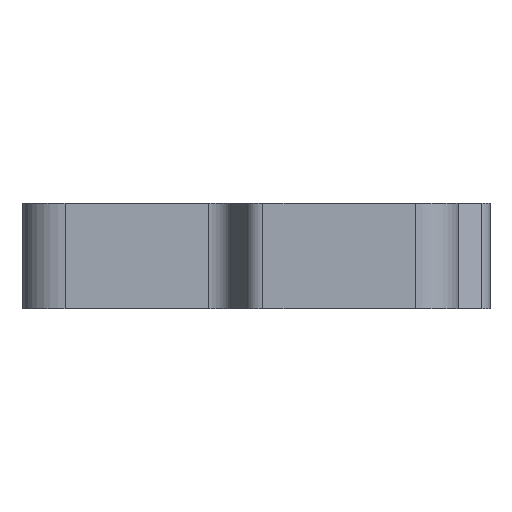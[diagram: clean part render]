
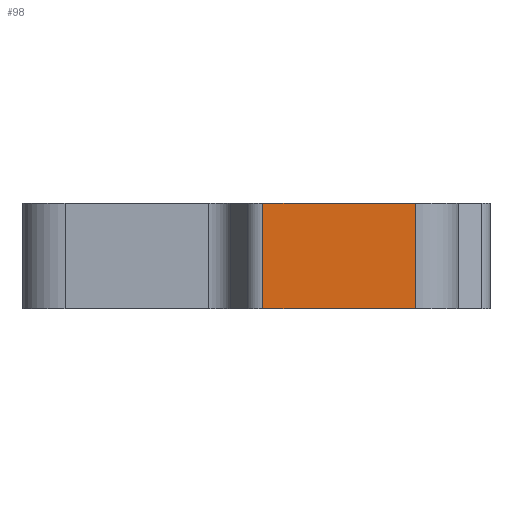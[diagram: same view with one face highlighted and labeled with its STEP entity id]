
A CAD part, left-side view. The second image highlights one B-rep face of the part: STEP entity #98.
In plain terms, the highlighted planar face has unit normal (-1, 0, 0).
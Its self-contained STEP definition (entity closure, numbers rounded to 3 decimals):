
#59=CARTESIAN_POINT('',(-8.75,-4.15,0.));
#60=DIRECTION('',(-1.,0.,0.));
#61=DIRECTION('',(0.,1.,0.));
#62=AXIS2_PLACEMENT_3D('',#59,#60,#61);
#63=PLANE('',#62);
#64=CARTESIAN_POINT('',(-8.75,7.195,6.15));
#65=VERTEX_POINT('',#64);
#66=CARTESIAN_POINT('',(-8.75,-1.65,6.15));
#67=VERTEX_POINT('',#66);
#68=CARTESIAN_POINT('',(-8.75,7.195,6.15));
#69=DIRECTION('',(0.,-1.,0.));
#70=VECTOR('',#69,8.845);
#71=LINE('',#68,#70);
#72=EDGE_CURVE('',#65,#67,#71,.T.);
#73=ORIENTED_EDGE('',*,*,#72,.F.);
#74=CARTESIAN_POINT('',(-8.75,7.195,0.));
#75=VERTEX_POINT('',#74);
#76=CARTESIAN_POINT('',(-8.75,7.195,0.));
#77=DIRECTION('',(0.,0.,1.));
#78=VECTOR('',#77,6.15);
#79=LINE('',#76,#78);
#80=EDGE_CURVE('',#75,#65,#79,.T.);
#81=ORIENTED_EDGE('',*,*,#80,.F.);
#82=CARTESIAN_POINT('',(-8.75,-1.65,0.));
#83=VERTEX_POINT('',#82);
#84=CARTESIAN_POINT('',(-8.75,7.195,0.));
#85=DIRECTION('',(0.,-1.,0.));
#86=VECTOR('',#85,8.845);
#87=LINE('',#84,#86);
#88=EDGE_CURVE('',#75,#83,#87,.T.);
#89=ORIENTED_EDGE('',*,*,#88,.T.);
#90=CARTESIAN_POINT('',(-8.75,-1.65,0.));
#91=DIRECTION('',(0.,0.,1.));
#92=VECTOR('',#91,6.15);
#93=LINE('',#90,#92);
#94=EDGE_CURVE('',#83,#67,#93,.T.);
#95=ORIENTED_EDGE('',*,*,#94,.T.);
#96=EDGE_LOOP('',(#73,#81,#89,#95));
#97=FACE_BOUND('',#96,.T.);
#98=ADVANCED_FACE('',(#97),#63,.T.);
